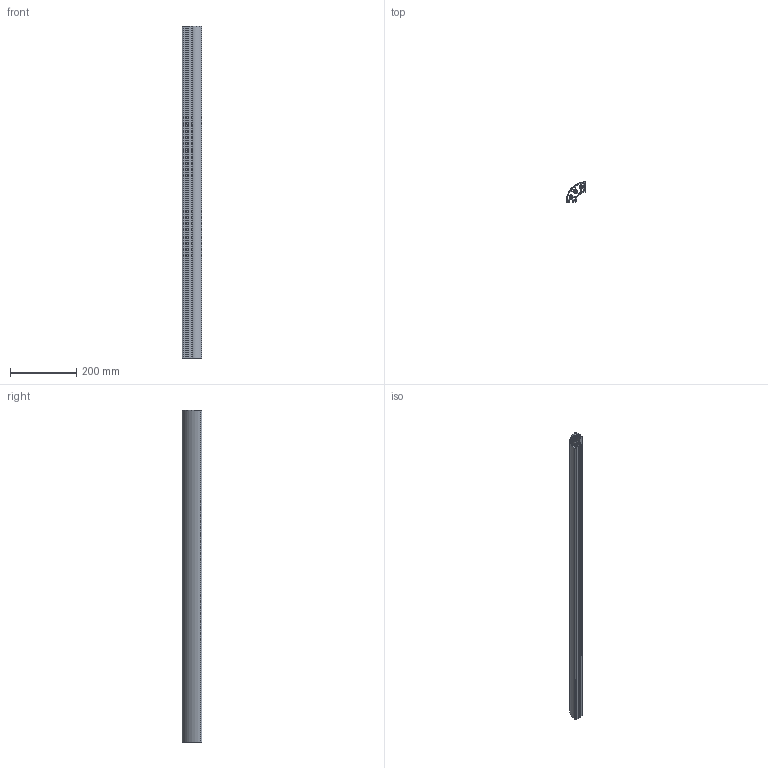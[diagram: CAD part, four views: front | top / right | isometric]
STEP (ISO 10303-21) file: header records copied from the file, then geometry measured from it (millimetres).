
FILE_DESCRIPTION(/* description */ (''),/* implementation_level */ '2;1');
FILE_NAME(/* name */ '13196_KriTec_Profil_6_R30_60-90Grad.stp',/* time_stamp */ '2015-04-22T14:15:52+02:00',/* author */ ('kostic'),/* organization */ (''),/* preprocessor_version */ 'ST-DEVELOPER v15.2',/* originating_system */ 'Autodesk Inventor 2014',/* authorisation */ '');
FILE_SCHEMA (('CONFIG_CONTROL_DESIGN'));
Length unit declared in the file: millimetre
Products named in the file (1): 13196_KriTec_Profil_6_R30_60-90°
Bounding box: 59.92 x 59.92 x 1000 mm (x, y, z)
Volume: 805465.8 mm3; surface area: 672893.7 mm2
Topology: 1 solids, 1 shells, 143 faces, 423 edges, 282 vertices
Faces by surface type: cylinder 89, plane 54
Full cylindrical faces by diameter (mm): 5 x3
Entity records: 4900 total; most frequent: DIRECTION 886, CARTESIAN_POINT 846, ORIENTED_EDGE 840, EDGE_CURVE 420, AXIS2_PLACEMENT_3D 322, VERTEX_POINT 282, LINE 242, VECTOR 242
